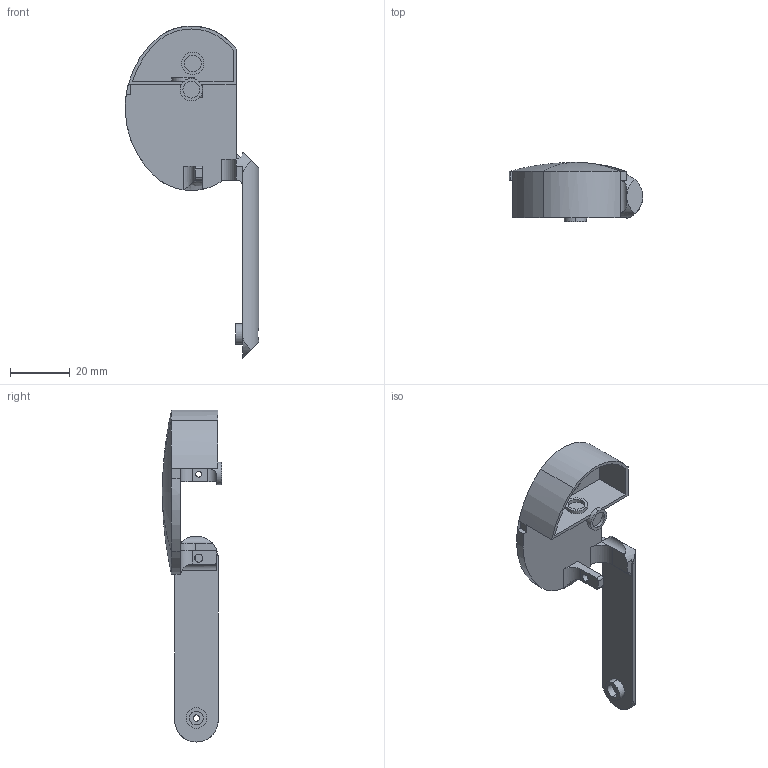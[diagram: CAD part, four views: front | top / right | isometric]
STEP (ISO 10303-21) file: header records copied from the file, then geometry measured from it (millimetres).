
FILE_DESCRIPTION (( 'STEP AP214' ), '1' );
FILE_NAME ('axis3_servo_connect_v5.2.STEP', '2019-10-22T12:03:04', ( '' ), ( '' ), 'SwSTEP 2.0', 'SolidWorks 2017', '' );
FILE_SCHEMA (( 'AUTOMOTIVE_DESIGN' ));
Length unit declared in the file: millimetre
Products named in the file (1): axis3_servo_connect_v5.2
Bounding box: 44.6 x 19.75 x 110.88 mm (x, y, z)
Volume: 13141 mm3; surface area: 9232.8 mm2
Topology: 1 solids, 1 shells, 97 faces, 252 edges, 157 vertices
Faces by surface type: cylinder 48, plane 41, bspline 8
Entity records: 4989 total; most frequent: CARTESIAN_POINT 2645, ORIENTED_EDGE 490, DIRECTION 471, EDGE_CURVE 245, AXIS2_PLACEMENT_3D 177, VERTEX_POINT 157, VECTOR 117, LINE 117
